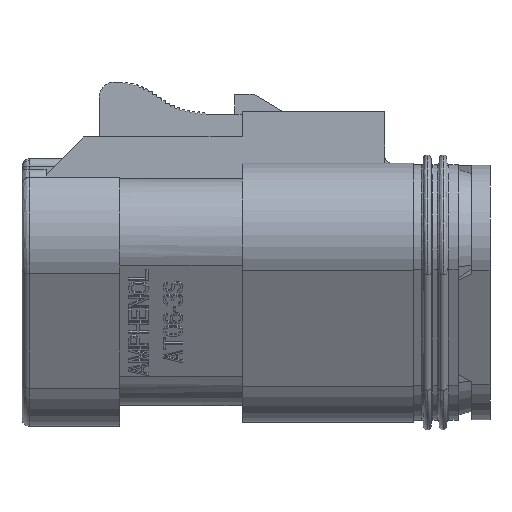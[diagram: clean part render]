
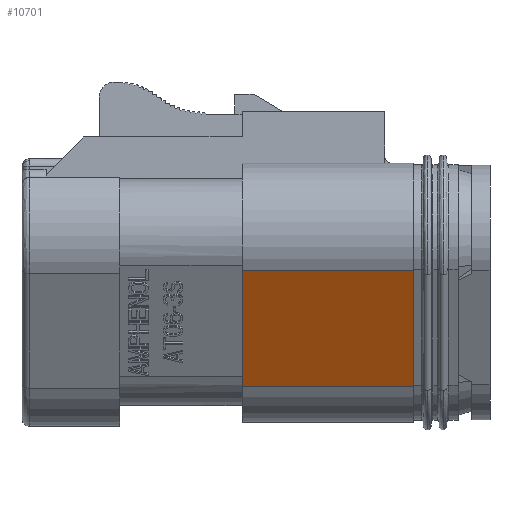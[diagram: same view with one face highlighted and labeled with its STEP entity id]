
A CAD part, left-side view. The second image highlights one B-rep face of the part: STEP entity #10701.
In plain terms, the highlighted planar face has unit normal (-0.866, 0, -0.5).
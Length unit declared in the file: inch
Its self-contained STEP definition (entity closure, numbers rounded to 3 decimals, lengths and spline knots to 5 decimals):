
#92 = DIRECTION ( 'NONE',  ( -0.5, 0., 0.866 ) ) ;
#1469 = ORIENTED_EDGE ( 'NONE', *, *, #2555, .T. ) ;
#1763 = VECTOR ( 'NONE', #25237, 39.37008 ) ;
#2555 = EDGE_CURVE ( 'NONE', #24644, #22187, #24602, .T. ) ;
#3016 = VECTOR ( 'NONE', #13263, 39.37008 ) ;
#3549 = EDGE_CURVE ( 'NONE', #29265, #22187, #18001, .T. ) ;
#5029 = PLANE ( 'NONE',  #31339 ) ;
#6177 = VECTOR ( 'NONE', #28950, 39.37008 ) ;
#7418 = ORIENTED_EDGE ( 'NONE', *, *, #17867, .T. ) ;
#7662 = DIRECTION ( 'NONE',  ( -0.866, 0., -0.5 ) ) ;
#9091 = FACE_OUTER_BOUND ( 'NONE', #21641, .T. ) ;
#10007 = ORIENTED_EDGE ( 'NONE', *, *, #27926, .F. ) ;
#10696 = CARTESIAN_POINT ( 'NONE',  ( -0.16195, 0.60236, -0.2969 ) ) ;
#10701 = ADVANCED_FACE ( 'NONE', ( #9091 ), #5029, .T. ) ;
#12379 = CARTESIAN_POINT ( 'NONE',  ( -0.3381, 0.15354, 0.00819 ) ) ;
#13263 = DIRECTION ( 'NONE',  ( 0., 1., 0. ) ) ;
#14838 = VECTOR ( 'NONE', #18967, 39.37008 ) ;
#16890 = LINE ( 'NONE', #31472, #3016 ) ;
#17677 = LINE ( 'NONE', #12379, #1763 ) ;
#17867 = EDGE_CURVE ( 'NONE', #33135, #24644, #16890, .T. ) ;
#18001 = LINE ( 'NONE', #10696, #6177 ) ;
#18967 = DIRECTION ( 'NONE',  ( 0.5, 0., -0.866 ) ) ;
#21641 = EDGE_LOOP ( 'NONE', ( #7418, #1469, #22754, #10007 ) ) ;
#22187 = VERTEX_POINT ( 'NONE', #24791 ) ;
#22754 = ORIENTED_EDGE ( 'NONE', *, *, #3549, .F. ) ;
#23273 = CARTESIAN_POINT ( 'NONE',  ( -0.3381, 0.60236, 0.00819 ) ) ;
#24602 = LINE ( 'NONE', #26532, #14838 ) ;
#24644 = VERTEX_POINT ( 'NONE', #32162 ) ;
#24791 = CARTESIAN_POINT ( 'NONE',  ( -0.16195, 0.60236, -0.2969 ) ) ;
#25237 = DIRECTION ( 'NONE',  ( 0.5, 0., -0.866 ) ) ;
#26532 = CARTESIAN_POINT ( 'NONE',  ( -0.3381, 0.60236, 0.00819 ) ) ;
#27926 = EDGE_CURVE ( 'NONE', #33135, #29265, #17677, .T. ) ;
#28950 = DIRECTION ( 'NONE',  ( 0., 1., 0. ) ) ;
#29265 = VERTEX_POINT ( 'NONE', #29464 ) ;
#29464 = CARTESIAN_POINT ( 'NONE',  ( -0.16195, 0.15354, -0.2969 ) ) ;
#31339 = AXIS2_PLACEMENT_3D ( 'NONE', #23273, #7662, #92 ) ;
#31472 = CARTESIAN_POINT ( 'NONE',  ( -0.3381, 0.60236, 0.00819 ) ) ;
#32162 = CARTESIAN_POINT ( 'NONE',  ( -0.3381, 0.60236, 0.00819 ) ) ;
#32422 = CARTESIAN_POINT ( 'NONE',  ( -0.3381, 0.15354, 0.00819 ) ) ;
#33135 = VERTEX_POINT ( 'NONE', #32422 ) ;
